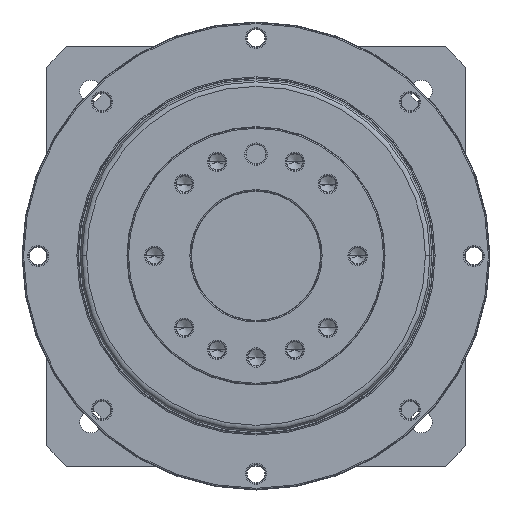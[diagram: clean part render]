
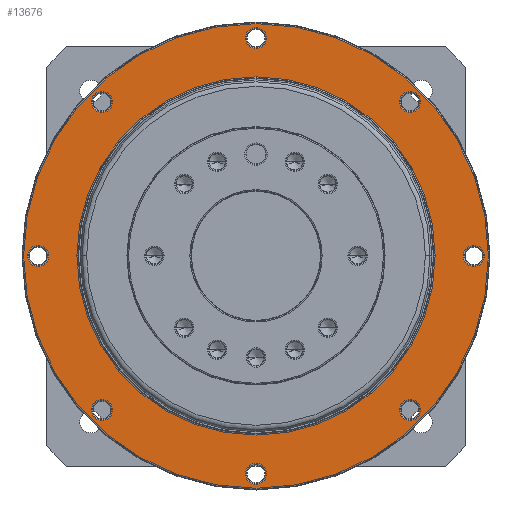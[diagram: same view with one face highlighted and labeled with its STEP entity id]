
A CAD part, top view. The second image highlights one B-rep face of the part: STEP entity #13676.
In plain terms, the highlighted planar face has unit normal (0, 0, 1).
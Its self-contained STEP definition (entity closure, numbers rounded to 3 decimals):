
#4435=CARTESIAN_POINT('',(0.,0.,12.));
#4436=DIRECTION('',(0.,0.,-1.));
#4437=DIRECTION('',(1.,0.,0.));
#4438=AXIS2_PLACEMENT_3D('',#4435,#4436,#4437);
#4440=CARTESIAN_POINT('',(0.,0.,12.));
#4441=DIRECTION('',(0.,0.,-1.));
#4442=DIRECTION('',(-1.,0.,0.));
#4443=AXIS2_PLACEMENT_3D('',#4440,#4441,#4442);
#4445=CARTESIAN_POINT('',(0.,0.,12.));
#4446=DIRECTION('',(0.,0.,1.));
#4447=DIRECTION('',(1.,0.,0.));
#4448=AXIS2_PLACEMENT_3D('',#4445,#4446,#4447);
#4450=CARTESIAN_POINT('',(0.,0.,12.));
#4451=DIRECTION('',(0.,0.,1.));
#4452=DIRECTION('',(-1.,0.,0.));
#4453=AXIS2_PLACEMENT_3D('',#4450,#4451,#4452);
#4455=CARTESIAN_POINT('',(0.,67.5,12.));
#4456=DIRECTION('',(0.,0.,-1.));
#4457=DIRECTION('',(1.,0.,0.));
#4458=AXIS2_PLACEMENT_3D('',#4455,#4456,#4457);
#4460=CARTESIAN_POINT('',(0.,67.5,12.));
#4461=DIRECTION('',(0.,0.,-1.));
#4462=DIRECTION('',(-1.,0.,0.));
#4463=AXIS2_PLACEMENT_3D('',#4460,#4461,#4462);
#4465=CARTESIAN_POINT('',(-47.73,47.73,12.));
#4466=DIRECTION('',(0.,0.,-1.));
#4467=DIRECTION('',(1.,0.,0.));
#4468=AXIS2_PLACEMENT_3D('',#4465,#4466,#4467);
#4470=CARTESIAN_POINT('',(-47.73,47.73,12.));
#4471=DIRECTION('',(0.,0.,-1.));
#4472=DIRECTION('',(-1.,0.,0.));
#4473=AXIS2_PLACEMENT_3D('',#4470,#4471,#4472);
#4475=CARTESIAN_POINT('',(-67.5,0.,12.));
#4476=DIRECTION('',(0.,0.,-1.));
#4477=DIRECTION('',(1.,0.,0.));
#4478=AXIS2_PLACEMENT_3D('',#4475,#4476,#4477);
#4480=CARTESIAN_POINT('',(-67.5,0.,12.));
#4481=DIRECTION('',(0.,0.,-1.));
#4482=DIRECTION('',(-1.,0.,0.));
#4483=AXIS2_PLACEMENT_3D('',#4480,#4481,#4482);
#4485=CARTESIAN_POINT('',(-47.73,-47.73,12.));
#4486=DIRECTION('',(0.,0.,-1.));
#4487=DIRECTION('',(1.,0.,0.));
#4488=AXIS2_PLACEMENT_3D('',#4485,#4486,#4487);
#4490=CARTESIAN_POINT('',(-47.73,-47.73,12.));
#4491=DIRECTION('',(0.,0.,-1.));
#4492=DIRECTION('',(-1.,0.,0.));
#4493=AXIS2_PLACEMENT_3D('',#4490,#4491,#4492);
#4495=CARTESIAN_POINT('',(0.,-67.5,12.));
#4496=DIRECTION('',(0.,0.,-1.));
#4497=DIRECTION('',(1.,0.,0.));
#4498=AXIS2_PLACEMENT_3D('',#4495,#4496,#4497);
#4500=CARTESIAN_POINT('',(0.,-67.5,12.));
#4501=DIRECTION('',(0.,0.,-1.));
#4502=DIRECTION('',(-1.,0.,0.));
#4503=AXIS2_PLACEMENT_3D('',#4500,#4501,#4502);
#4505=CARTESIAN_POINT('',(47.73,-47.73,12.));
#4506=DIRECTION('',(0.,0.,-1.));
#4507=DIRECTION('',(1.,0.,0.));
#4508=AXIS2_PLACEMENT_3D('',#4505,#4506,#4507);
#4510=CARTESIAN_POINT('',(47.73,-47.73,12.));
#4511=DIRECTION('',(0.,0.,-1.));
#4512=DIRECTION('',(-1.,0.,0.));
#4513=AXIS2_PLACEMENT_3D('',#4510,#4511,#4512);
#4515=CARTESIAN_POINT('',(67.5,0.,12.));
#4516=DIRECTION('',(0.,0.,-1.));
#4517=DIRECTION('',(1.,0.,0.));
#4518=AXIS2_PLACEMENT_3D('',#4515,#4516,#4517);
#4520=CARTESIAN_POINT('',(67.5,0.,12.));
#4521=DIRECTION('',(0.,0.,-1.));
#4522=DIRECTION('',(-1.,0.,0.));
#4523=AXIS2_PLACEMENT_3D('',#4520,#4521,#4522);
#4525=CARTESIAN_POINT('',(47.73,47.73,12.));
#4526=DIRECTION('',(0.,0.,-1.));
#4527=DIRECTION('',(1.,0.,0.));
#4528=AXIS2_PLACEMENT_3D('',#4525,#4526,#4527);
#4530=CARTESIAN_POINT('',(47.73,47.73,12.));
#4531=DIRECTION('',(0.,0.,-1.));
#4532=DIRECTION('',(-1.,0.,0.));
#4533=AXIS2_PLACEMENT_3D('',#4530,#4531,#4532);
#7305=CARTESIAN_POINT('',(50.98,47.73,12.));
#7307=VERTEX_POINT('',#7305);
#7311=CARTESIAN_POINT('',(44.48,47.73,12.));
#7312=VERTEX_POINT('',#7311);
#7317=CARTESIAN_POINT('',(70.75,0.,12.));
#7319=VERTEX_POINT('',#7317);
#7323=CARTESIAN_POINT('',(64.25,0.,12.));
#7324=VERTEX_POINT('',#7323);
#7329=CARTESIAN_POINT('',(50.98,-47.73,12.));
#7331=VERTEX_POINT('',#7329);
#7335=CARTESIAN_POINT('',(44.48,-47.73,12.));
#7336=VERTEX_POINT('',#7335);
#7341=CARTESIAN_POINT('',(3.25,-67.5,12.));
#7343=VERTEX_POINT('',#7341);
#7347=CARTESIAN_POINT('',(-3.25,-67.5,12.));
#7348=VERTEX_POINT('',#7347);
#7353=CARTESIAN_POINT('',(-44.48,-47.73,12.));
#7355=VERTEX_POINT('',#7353);
#7359=CARTESIAN_POINT('',(-50.98,-47.73,12.));
#7360=VERTEX_POINT('',#7359);
#7365=CARTESIAN_POINT('',(-64.25,0.,12.));
#7367=VERTEX_POINT('',#7365);
#7371=CARTESIAN_POINT('',(-70.75,0.,12.));
#7372=VERTEX_POINT('',#7371);
#7377=CARTESIAN_POINT('',(-44.48,47.73,12.));
#7379=VERTEX_POINT('',#7377);
#7383=CARTESIAN_POINT('',(-50.98,47.73,12.));
#7384=VERTEX_POINT('',#7383);
#7389=CARTESIAN_POINT('',(3.25,67.5,12.));
#7391=VERTEX_POINT('',#7389);
#7395=CARTESIAN_POINT('',(-3.25,67.5,12.));
#7396=VERTEX_POINT('',#7395);
#7409=CARTESIAN_POINT('',(-72.,0.,12.));
#7410=VERTEX_POINT('',#7409);
#7411=CARTESIAN_POINT('',(72.,0.,12.));
#7412=VERTEX_POINT('',#7411);
#7421=CARTESIAN_POINT('',(55.5,0.,12.));
#7422=VERTEX_POINT('',#7421);
#7423=CARTESIAN_POINT('',(-55.5,0.,12.));
#7424=VERTEX_POINT('',#7423);
#13612=CARTESIAN_POINT('',(0.,0.,12.));
#13613=DIRECTION('',(0.,0.,1.));
#13614=DIRECTION('',(1.,0.,0.));
#13615=AXIS2_PLACEMENT_3D('',#13612,#13613,#13614);
#13616=PLANE('',#13615);
#13618=ORIENTED_EDGE('',*,*,#13617,.F.);
#13619=ORIENTED_EDGE('',*,*,#13602,.F.);
#13620=EDGE_LOOP('',(#13618,#13619));
#13621=FACE_OUTER_BOUND('',#13620,.F.);
#13623=ORIENTED_EDGE('',*,*,#13622,.F.);
#13625=ORIENTED_EDGE('',*,*,#13624,.F.);
#13626=EDGE_LOOP('',(#13623,#13625));
#13627=FACE_BOUND('',#13626,.F.);
#13629=ORIENTED_EDGE('',*,*,#13628,.F.);
#13631=ORIENTED_EDGE('',*,*,#13630,.F.);
#13632=EDGE_LOOP('',(#13629,#13631));
#13633=FACE_BOUND('',#13632,.F.);
#13635=ORIENTED_EDGE('',*,*,#13634,.F.);
#13637=ORIENTED_EDGE('',*,*,#13636,.F.);
#13638=EDGE_LOOP('',(#13635,#13637));
#13639=FACE_BOUND('',#13638,.F.);
#13641=ORIENTED_EDGE('',*,*,#13640,.F.);
#13643=ORIENTED_EDGE('',*,*,#13642,.F.);
#13644=EDGE_LOOP('',(#13641,#13643));
#13645=FACE_BOUND('',#13644,.F.);
#13647=ORIENTED_EDGE('',*,*,#13646,.F.);
#13649=ORIENTED_EDGE('',*,*,#13648,.F.);
#13650=EDGE_LOOP('',(#13647,#13649));
#13651=FACE_BOUND('',#13650,.F.);
#13653=ORIENTED_EDGE('',*,*,#13652,.F.);
#13655=ORIENTED_EDGE('',*,*,#13654,.F.);
#13656=EDGE_LOOP('',(#13653,#13655));
#13657=FACE_BOUND('',#13656,.F.);
#13659=ORIENTED_EDGE('',*,*,#13658,.F.);
#13661=ORIENTED_EDGE('',*,*,#13660,.F.);
#13662=EDGE_LOOP('',(#13659,#13661));
#13663=FACE_BOUND('',#13662,.F.);
#13665=ORIENTED_EDGE('',*,*,#13664,.F.);
#13667=ORIENTED_EDGE('',*,*,#13666,.F.);
#13668=EDGE_LOOP('',(#13665,#13667));
#13669=FACE_BOUND('',#13668,.F.);
#13671=ORIENTED_EDGE('',*,*,#13670,.F.);
#13673=ORIENTED_EDGE('',*,*,#13672,.F.);
#13674=EDGE_LOOP('',(#13671,#13673));
#13675=FACE_BOUND('',#13674,.F.);
#13676=ADVANCED_FACE('',(#13621,#13627,#13633,#13639,#13645,#13651,#13657,
#13663,#13669,#13675),#13616,.T.);
#4439=CIRCLE('',#4438,55.5);
#4444=CIRCLE('',#4443,55.5);
#4449=CIRCLE('',#4448,72.);
#4454=CIRCLE('',#4453,72.);
#4459=CIRCLE('',#4458,3.25);
#4464=CIRCLE('',#4463,3.25);
#4469=CIRCLE('',#4468,3.25);
#4474=CIRCLE('',#4473,3.25);
#4479=CIRCLE('',#4478,3.25);
#4484=CIRCLE('',#4483,3.25);
#4489=CIRCLE('',#4488,3.25);
#4494=CIRCLE('',#4493,3.25);
#4499=CIRCLE('',#4498,3.25);
#4504=CIRCLE('',#4503,3.25);
#4509=CIRCLE('',#4508,3.25);
#4514=CIRCLE('',#4513,3.25);
#4519=CIRCLE('',#4518,3.25);
#4524=CIRCLE('',#4523,3.25);
#4529=CIRCLE('',#4528,3.25);
#4534=CIRCLE('',#4533,3.25);
#13602=EDGE_CURVE('',#7410,#7412,#4454,.T.);
#13617=EDGE_CURVE('',#7412,#7410,#4449,.T.);
#13622=EDGE_CURVE('',#7422,#7424,#4439,.T.);
#13624=EDGE_CURVE('',#7424,#7422,#4444,.T.);
#13628=EDGE_CURVE('',#7391,#7396,#4459,.T.);
#13630=EDGE_CURVE('',#7396,#7391,#4464,.T.);
#13634=EDGE_CURVE('',#7379,#7384,#4469,.T.);
#13636=EDGE_CURVE('',#7384,#7379,#4474,.T.);
#13640=EDGE_CURVE('',#7367,#7372,#4479,.T.);
#13642=EDGE_CURVE('',#7372,#7367,#4484,.T.);
#13646=EDGE_CURVE('',#7355,#7360,#4489,.T.);
#13648=EDGE_CURVE('',#7360,#7355,#4494,.T.);
#13652=EDGE_CURVE('',#7343,#7348,#4499,.T.);
#13654=EDGE_CURVE('',#7348,#7343,#4504,.T.);
#13658=EDGE_CURVE('',#7331,#7336,#4509,.T.);
#13660=EDGE_CURVE('',#7336,#7331,#4514,.T.);
#13664=EDGE_CURVE('',#7319,#7324,#4519,.T.);
#13666=EDGE_CURVE('',#7324,#7319,#4524,.T.);
#13670=EDGE_CURVE('',#7307,#7312,#4529,.T.);
#13672=EDGE_CURVE('',#7312,#7307,#4534,.T.);
